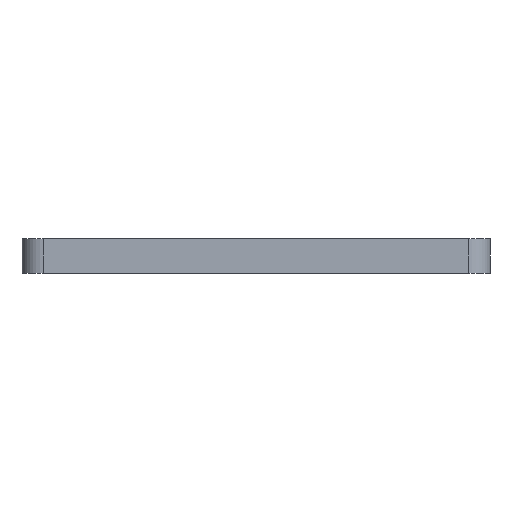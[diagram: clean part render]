
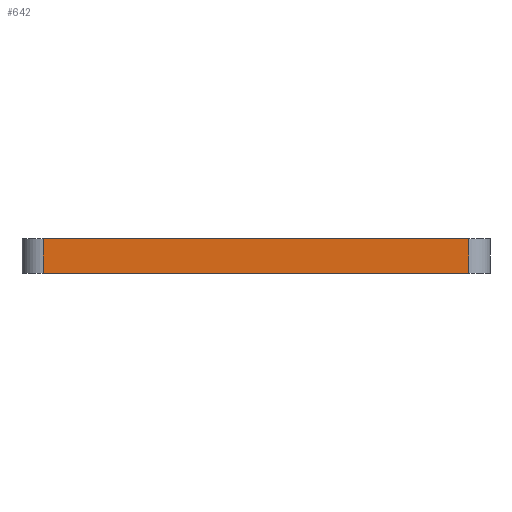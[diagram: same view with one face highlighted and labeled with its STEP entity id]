
A CAD part, left-side view. The second image highlights one B-rep face of the part: STEP entity #642.
In plain terms, the highlighted planar face has unit normal (-1, 0, 0).
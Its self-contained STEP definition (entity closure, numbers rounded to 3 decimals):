
#27 = DIRECTION ( 'NONE',  ( 0., 0., -1. ) ) ;
#126 = CARTESIAN_POINT ( 'NONE',  ( -55., -50., 0. ) ) ;
#159 = CARTESIAN_POINT ( 'NONE',  ( -55., 50., 8. ) ) ;
#174 = PLANE ( 'NONE',  #1266 ) ;
#186 = EDGE_CURVE ( 'NONE', #1282, #263, #434, .T. ) ;
#199 = CARTESIAN_POINT ( 'NONE',  ( -55., 0., 8. ) ) ;
#219 = CARTESIAN_POINT ( 'NONE',  ( -55., 50., 8. ) ) ;
#221 = LINE ( 'NONE', #1075, #780 ) ;
#260 = LINE ( 'NONE', #159, #1327 ) ;
#263 = VERTEX_POINT ( 'NONE', #219 ) ;
#343 = VECTOR ( 'NONE', #742, 1000. ) ;
#401 = ORIENTED_EDGE ( 'NONE', *, *, #928, .F. ) ;
#413 = VERTEX_POINT ( 'NONE', #126 ) ;
#434 = LINE ( 'NONE', #199, #343 ) ;
#490 = EDGE_LOOP ( 'NONE', ( #787, #401, #1370, #785 ) ) ;
#560 = CARTESIAN_POINT ( 'NONE',  ( -55., -50., 8. ) ) ;
#610 = DIRECTION ( 'NONE',  ( 0., 0., -1. ) ) ;
#616 = DIRECTION ( 'NONE',  ( 0., -1., 0. ) ) ;
#642 = ADVANCED_FACE ( 'NONE', ( #1050 ), #174, .T. ) ;
#685 = LINE ( 'NONE', #1119, #1240 ) ;
#742 = DIRECTION ( 'NONE',  ( 0., 1., 0. ) ) ;
#743 = EDGE_CURVE ( 'NONE', #413, #749, #221, .T. ) ;
#749 = VERTEX_POINT ( 'NONE', #764 ) ;
#764 = CARTESIAN_POINT ( 'NONE',  ( -55., 50., 0. ) ) ;
#780 = VECTOR ( 'NONE', #882, 1000. ) ;
#785 = ORIENTED_EDGE ( 'NONE', *, *, #960, .T. ) ;
#787 = ORIENTED_EDGE ( 'NONE', *, *, #743, .F. ) ;
#882 = DIRECTION ( 'NONE',  ( 0., 1., 0. ) ) ;
#928 = EDGE_CURVE ( 'NONE', #1282, #413, #685, .T. ) ;
#960 = EDGE_CURVE ( 'NONE', #263, #749, #260, .T. ) ;
#1050 = FACE_OUTER_BOUND ( 'NONE', #490, .T. ) ;
#1057 = CARTESIAN_POINT ( 'NONE',  ( -55., 0., 8. ) ) ;
#1075 = CARTESIAN_POINT ( 'NONE',  ( -55., 0., 0. ) ) ;
#1119 = CARTESIAN_POINT ( 'NONE',  ( -55., -50., 8. ) ) ;
#1174 = DIRECTION ( 'NONE',  ( -1., 0., 0. ) ) ;
#1240 = VECTOR ( 'NONE', #27, 1000. ) ;
#1266 = AXIS2_PLACEMENT_3D ( 'NONE', #1057, #1174, #616 ) ;
#1282 = VERTEX_POINT ( 'NONE', #560 ) ;
#1327 = VECTOR ( 'NONE', #610, 1000. ) ;
#1370 = ORIENTED_EDGE ( 'NONE', *, *, #186, .T. ) ;
